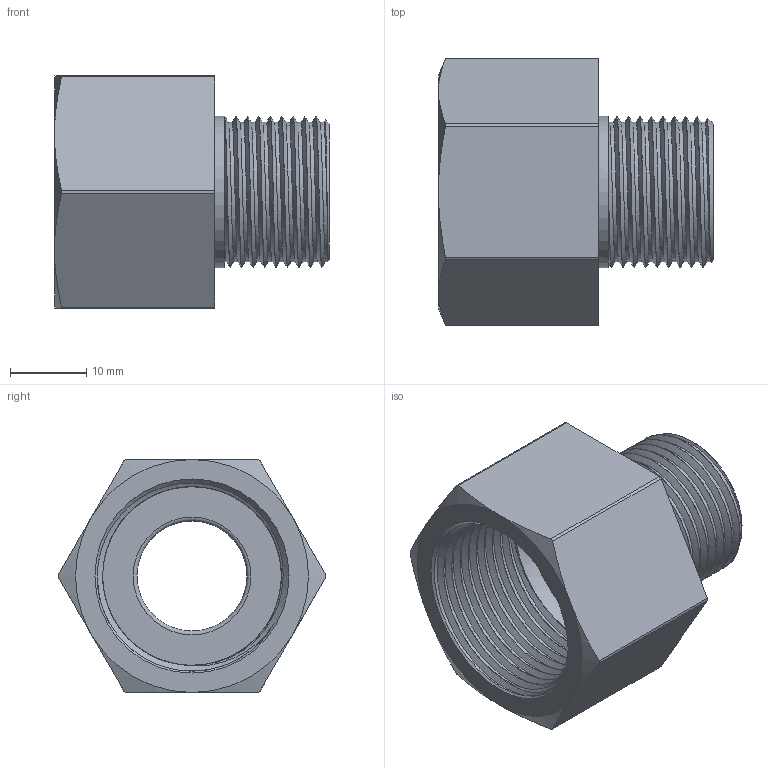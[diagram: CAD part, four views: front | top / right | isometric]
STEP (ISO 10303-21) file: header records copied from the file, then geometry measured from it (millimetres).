
FILE_DESCRIPTION(/* description */ ('Erweiterung M 20x1,5 X M 25x1,5'),/* implementation_level */ '2;1');
FILE_NAME(/* name */ 'RX740544-RST.stp',/* time_stamp */ '2021-03-31T13:30:11+02:00',/* author */ ('sl'),/* organization */ (''),/* preprocessor_version */ 'ST-DEVELOPER v16.5',/* originating_system */ 'Autodesk Inventor 2017',/* authorisation */ '');
FILE_SCHEMA (('AUTOMOTIVE_DESIGN { 1 0 10303 214 3 1 1 }'));
Length unit declared in the file: millimetre
Products named in the file (1): RX740544
Bounding box: 36 x 35 x 30.5 mm (x, y, z)
Volume: 10132.5 mm3; surface area: 7470.3 mm2
Topology: 1 solids, 1 shells, 54 faces, 142 edges, 92 vertices
Faces by surface type: cylinder 28, plane 12, cone 9, bspline 4, torus 1
Full cylindrical faces by diameter (mm): 14.4 x1, 19.8 x8, 23.4 x9
Entity records: 4514 total; most frequent: CARTESIAN_POINT 3708, ORIENTED_EDGE 160, DIRECTION 154, EDGE_CURVE 80, AXIS2_PLACEMENT_3D 68, VERTEX_POINT 54, EDGE_LOOP 48, FACE_OUTER_BOUND 37
